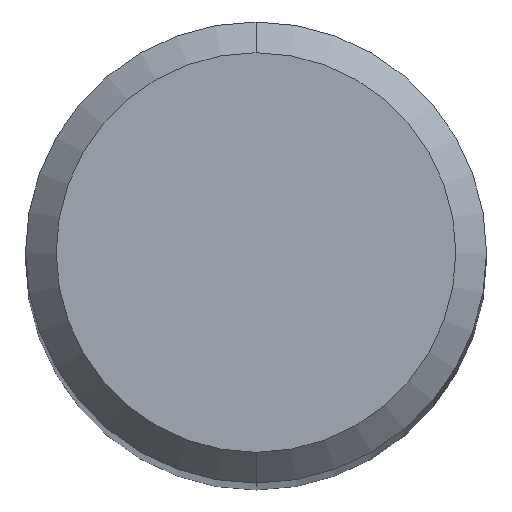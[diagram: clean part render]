
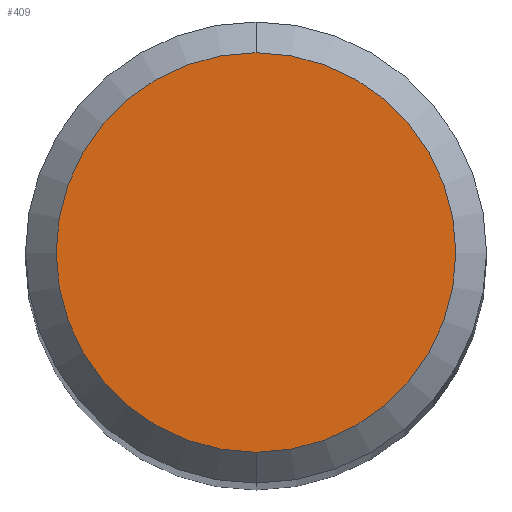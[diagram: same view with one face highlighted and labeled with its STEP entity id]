
A CAD part, top view. The second image highlights one B-rep face of the part: STEP entity #409.
In plain terms, the highlighted planar face has unit normal (0, 0, 1).
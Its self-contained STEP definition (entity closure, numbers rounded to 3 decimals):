
#185=EDGE_CURVE('',#433,#273,#492,.T.);
#227=EDGE_CURVE('',#273,#433,#537,.T.);
#273=VERTEX_POINT('',#587);
#409=ADVANCED_FACE('',(#741),#742,.T.);
#433=VERTEX_POINT('',#767);
#492=CIRCLE('',#834,2.6);
#537=CIRCLE('',#961,2.6);
#587=CARTESIAN_POINT('',(0.,-2.6,0.0));
#741=FACE_OUTER_BOUND('',#1334,.T.);
#742=PLANE('',#1335);
#767=CARTESIAN_POINT('',(0.0,2.6,0.0));
#834=AXIS2_PLACEMENT_3D('',#1446,#1447,#1448);
#961=AXIS2_PLACEMENT_3D('',#1484,#1485,#1486);
#1334=EDGE_LOOP('',(#1736,#1737));
#1335=AXIS2_PLACEMENT_3D('',#1738,#1739,#1740);
#1446=CARTESIAN_POINT('',(0.0,0.0,0.0));
#1447=DIRECTION('',(0.0,0.0,-1.0));
#1448=DIRECTION('',(0.0,1.0,0.0));
#1484=CARTESIAN_POINT('',(0.0,0.0,0.0));
#1485=DIRECTION('',(0.0,0.0,-1.0));
#1486=DIRECTION('',(0.0,1.0,0.0));
#1736=ORIENTED_EDGE('',*,*,#185,.F.);
#1737=ORIENTED_EDGE('',*,*,#227,.F.);
#1738=CARTESIAN_POINT('',(0.0,1.3,0.0));
#1739=DIRECTION('',(-0.0,0.0,1.0));
#1740=DIRECTION('',(0.0,-1.0,0.0));
